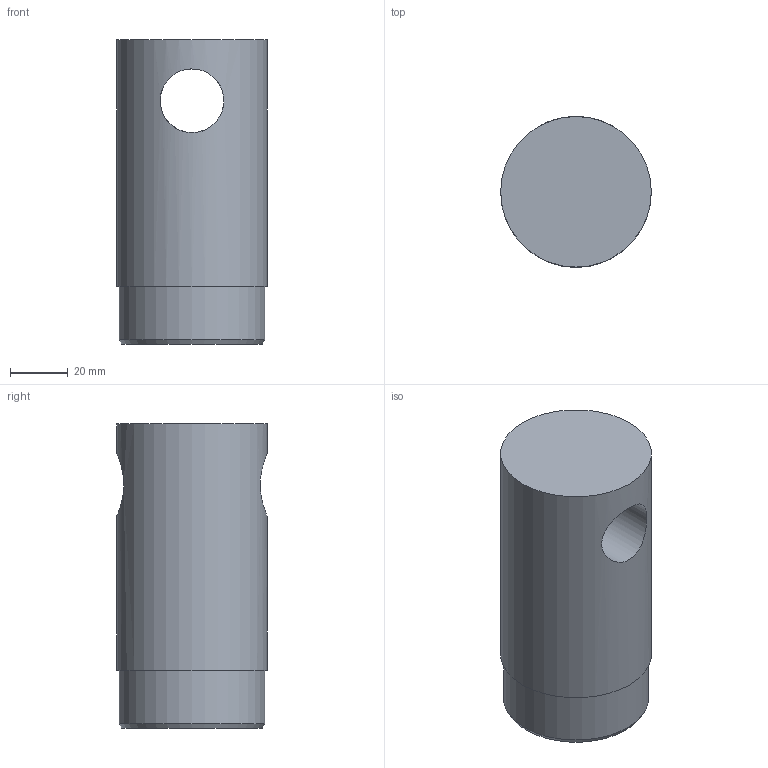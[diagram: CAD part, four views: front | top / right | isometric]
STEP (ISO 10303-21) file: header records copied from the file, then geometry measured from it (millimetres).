
FILE_DESCRIPTION(('STEP AP214'), '1');
FILE_NAME('Ïðèñïîñîáëåíèå äëÿ ðåìîíòà îñíîâàíèÿ ÀÓÃÏÑ', '', ('UNSPECIFIED'), ('UNSPECIFIED'), 'ASCON STEP Converter 1.3', 'ASCON Math Kernel', '');
FILE_SCHEMA(('AUTOMOTIVE_DESIGN { 1 0 10303 214 3 1 1}'));
Length unit declared in the file: millimetre
Bounding box: 52 x 52 x 105 mm (x, y, z)
Volume: 149795.2 mm3; surface area: 29490.7 mm2
Topology: 1 solids, 1 shells, 9 faces, 14 edges, 9 vertices
Faces by surface type: cylinder 4, plane 4, cone 1
Full cylindrical faces by diameter (mm): 22 x1, 36 x1, 50.2 x1, 52 x1
Entity records: 469 total; most frequent: CARTESIAN_POINT 199, DIRECTION 34, EDGE_LOOP 18, ORIENTED_EDGE 18, AXIS2_PLACEMENT_3D 17, COLOUR_RGB 10, FILL_AREA_STYLE_COLOUR 10, FILL_AREA_STYLE 10
